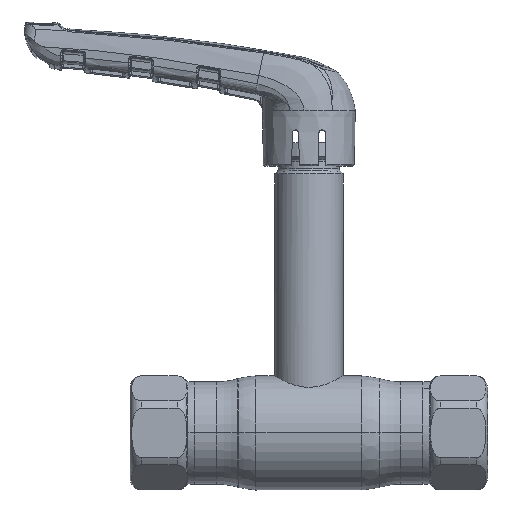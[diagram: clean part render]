
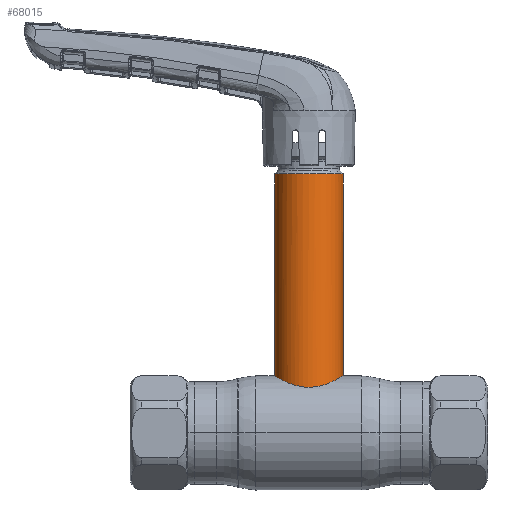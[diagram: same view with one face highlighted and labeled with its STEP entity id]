
A CAD part, top view. The second image highlights one B-rep face of the part: STEP entity #68015.
In plain terms, the highlighted cylindrical face has radius 9 mm (diameter 18 mm), a partial arc.
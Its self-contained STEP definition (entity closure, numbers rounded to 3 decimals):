
#3472 = CARTESIAN_POINT ( 'NONE',  ( -9., 15., 0.611 ) ) ;
#3708 = CARTESIAN_POINT ( 'NONE',  ( 8.685, 14.813, 2.378 ) ) ;
#4922 = CARTESIAN_POINT ( 'NONE',  ( 7.781, 14.299, 4.56 ) ) ;
#5165 = CARTESIAN_POINT ( 'NONE',  ( -0.308, 12., 9. ) ) ;
#5203 = ORIENTED_EDGE ( 'NONE', *, *, #60029, .F. ) ;
#5394 = CIRCLE ( 'NONE', #23281, 9. ) ;
#5405 = CARTESIAN_POINT ( 'NONE',  ( -5.492, 13.196, 7.136 ) ) ;
#7572 = EDGE_LOOP ( 'NONE', ( #5203, #62080, #71547, #33184 ) ) ;
#7847 = DIRECTION ( 'NONE',  ( -1., 0., 0. ) ) ;
#9000 = CARTESIAN_POINT ( 'NONE',  ( -4.037, 12.65, 8.065 ) ) ;
#9237 = CARTESIAN_POINT ( 'NONE',  ( 8.923, 14.954, 1.21 ) ) ;
#9367 = LINE ( 'NONE', #69343, #37080 ) ;
#10951 = CARTESIAN_POINT ( 'NONE',  ( -8.7, 14.821, 2.382 ) ) ;
#13441 = VERTEX_POINT ( 'NONE', #70950 ) ;
#14565 = CARTESIAN_POINT ( 'NONE',  ( 2.086, 12.176, 8.76 ) ) ;
#14800 = CARTESIAN_POINT ( 'NONE',  ( 8.984, 14.991, 0.611 ) ) ;
#15048 = VERTEX_POINT ( 'NONE', #30016 ) ;
#16532 = CARTESIAN_POINT ( 'NONE',  ( 3.763, 12.574, 8.181 ) ) ;
#20163 = CARTESIAN_POINT ( 'NONE',  ( 5.948, 13.389, 6.778 ) ) ;
#21387 = CARTESIAN_POINT ( 'NONE',  ( -5.937, 13.387, 6.77 ) ) ;
#22111 = CARTESIAN_POINT ( 'NONE',  ( 8.406, 14.651, 3.229 ) ) ;
#23281 = AXIS2_PLACEMENT_3D ( 'NONE', #46972, #40978, #7847 ) ;
#25252 = CARTESIAN_POINT ( 'NONE',  ( -9., 15., 0. ) ) ;
#25717 = CARTESIAN_POINT ( 'NONE',  ( -8.938, 14.963, 1.209 ) ) ;
#25813 = EDGE_CURVE ( 'NONE', #15048, #51734, #5394, .T. ) ;
#26713 = DIRECTION ( 'NONE',  ( -1., 0., 0. ) ) ;
#26957 = CARTESIAN_POINT ( 'NONE',  ( 8.759, 14.857, 2.09 ) ) ;
#27198 = CARTESIAN_POINT ( 'NONE',  ( 9., 15., 0.305 ) ) ;
#27434 = CARTESIAN_POINT ( 'NONE',  ( 8.059, 14.454, 4.05 ) ) ;
#27671 = CARTESIAN_POINT ( 'NONE',  ( 9., 15., 0. ) ) ;
#29241 = VERTEX_POINT ( 'NONE', #60841 ) ;
#29812 = AXIS2_PLACEMENT_3D ( 'NONE', #48646, #54204, #26713 ) ;
#30016 = CARTESIAN_POINT ( 'NONE',  ( 9., 68.119, 0. ) ) ;
#30154 = DIRECTION ( 'NONE',  ( 0., -1., 0. ) ) ;
#31264 = CARTESIAN_POINT ( 'NONE',  ( 3.223, 12.423, 8.408 ) ) ;
#32484 = CARTESIAN_POINT ( 'NONE',  ( -2.963, 12.35, 8.518 ) ) ;
#32848 = CYLINDRICAL_SURFACE ( 'NONE', #29812, 9. ) ;
#32975 = CARTESIAN_POINT ( 'NONE',  ( 0.606, 12., 9. ) ) ;
#33184 = ORIENTED_EDGE ( 'NONE', *, *, #38913, .T. ) ;
#36584 = CARTESIAN_POINT ( 'NONE',  ( 6.56, 13.675, 6.169 ) ) ;
#36827 = CARTESIAN_POINT ( 'NONE',  ( 6.756, 13.77, 5.953 ) ) ;
#37080 = VECTOR ( 'NONE', #70294, 1000. ) ;
#38299 = CARTESIAN_POINT ( 'NONE',  ( -1.509, 12.091, 8.878 ) ) ;
#38544 = CARTESIAN_POINT ( 'NONE',  ( -6.15, 13.483, 6.577 ) ) ;
#38913 = EDGE_CURVE ( 'NONE', #29241, #13441, #42112, .T. ) ;
#39695 = VECTOR ( 'NONE', #30154, 1000. ) ;
#40978 = DIRECTION ( 'NONE',  ( 0., -1., 0. ) ) ;
#42112 = B_SPLINE_CURVE_WITH_KNOTS ( 'NONE', 3,
 ( #25252, #3472, #25717, #10951, #47892, #43833, #71660, #66059, #60482, #38544, #21387, #5405, #60234, #71426, #9000, #32484, #69921, #38299, #60722, #42142, #5165, #32975, #42379, #14565, #53234, #53471, #31264, #16532, #44076, #59992, #65585, #71183, #20163, #36584, #36827, #49604, #55154, #4922, #27434, #22111, #58750, #3708, #26957, #43598, #9237, #14800, #27198, #27671 ),
 .UNSPECIFIED., .F., .F.,
 ( 4, 2, 2, 2, 2, 2, 2, 2, 2, 2, 2, 2, 2, 2, 2, 2, 2, 2, 2, 2, 2, 2, 2, 4 ),
 ( 0., 0.002, 0.004, 0.005, 0.007, 0.008, 0.009, 0.011, 0.013, 0.014, 0.014, 0.016, 0.017, 0.018, 0.019, 0.02, 0.022, 0.023, 0.023, 0.025, 0.026, 0.027, 0.028, 0.029 ),
 .UNSPECIFIED. ) ;
#42142 = CARTESIAN_POINT ( 'NONE',  ( -0.613, 12.012, 8.984 ) ) ;
#42379 = CARTESIAN_POINT ( 'NONE',  ( 1.205, 12.046, 8.939 ) ) ;
#43598 = CARTESIAN_POINT ( 'NONE',  ( 8.878, 14.927, 1.506 ) ) ;
#43833 = CARTESIAN_POINT ( 'NONE',  ( -8.06, 14.454, 4.048 ) ) ;
#44076 = CARTESIAN_POINT ( 'NONE',  ( 4.026, 12.655, 8.055 ) ) ;
#46972 = CARTESIAN_POINT ( 'NONE',  ( 0., 68.119, 0. ) ) ;
#47892 = CARTESIAN_POINT ( 'NONE',  ( -8.519, 14.715, 2.961 ) ) ;
#48646 = CARTESIAN_POINT ( 'NONE',  ( 0., 0., 0. ) ) ;
#49604 = CARTESIAN_POINT ( 'NONE',  ( 7.124, 13.954, 5.508 ) ) ;
#51625 = EDGE_CURVE ( 'NONE', #51734, #29241, #70811, .T. ) ;
#51734 = VERTEX_POINT ( 'NONE', #58578 ) ;
#53234 = CARTESIAN_POINT ( 'NONE',  ( 2.378, 12.23, 8.685 ) ) ;
#53471 = CARTESIAN_POINT ( 'NONE',  ( 2.947, 12.353, 8.509 ) ) ;
#54204 = DIRECTION ( 'NONE',  ( 0., -1., 0. ) ) ;
#55154 = CARTESIAN_POINT ( 'NONE',  ( 7.296, 14.043, 5.277 ) ) ;
#58578 = CARTESIAN_POINT ( 'NONE',  ( -9., 68.119, 0. ) ) ;
#58708 = FACE_OUTER_BOUND ( 'NONE', #7572, .T. ) ;
#58750 = CARTESIAN_POINT ( 'NONE',  ( 8.509, 14.711, 2.947 ) ) ;
#59992 = CARTESIAN_POINT ( 'NONE',  ( 4.539, 12.827, 7.777 ) ) ;
#60029 = EDGE_CURVE ( 'NONE', #15048, #13441, #9367, .T. ) ;
#60234 = CARTESIAN_POINT ( 'NONE',  ( -5.259, 13.1, 7.309 ) ) ;
#60482 = CARTESIAN_POINT ( 'NONE',  ( -6.758, 13.768, 5.971 ) ) ;
#60722 = CARTESIAN_POINT ( 'NONE',  ( -1.213, 12.057, 8.923 ) ) ;
#60841 = CARTESIAN_POINT ( 'NONE',  ( -9., 15., 0. ) ) ;
#62080 = ORIENTED_EDGE ( 'NONE', *, *, #25813, .T. ) ;
#65585 = CARTESIAN_POINT ( 'NONE',  ( 4.789, 12.918, 7.626 ) ) ;
#66059 = CARTESIAN_POINT ( 'NONE',  ( -7.126, 13.954, 5.528 ) ) ;
#68015 = ADVANCED_FACE ( 'NONE', ( #58708 ), #32848, .T. ) ;
#68592 = CARTESIAN_POINT ( 'NONE',  ( -9., 0., 0. ) ) ;
#69343 = CARTESIAN_POINT ( 'NONE',  ( 9., 0., 0. ) ) ;
#69921 = CARTESIAN_POINT ( 'NONE',  ( -2.387, 12.221, 8.698 ) ) ;
#70294 = DIRECTION ( 'NONE',  ( 0., -1., 0. ) ) ;
#70811 = LINE ( 'NONE', #68592, #39695 ) ;
#70950 = CARTESIAN_POINT ( 'NONE',  ( 9., 15., 0. ) ) ;
#71183 = CARTESIAN_POINT ( 'NONE',  ( 5.507, 13.196, 7.142 ) ) ;
#71426 = CARTESIAN_POINT ( 'NONE',  ( -4.543, 12.824, 7.791 ) ) ;
#71547 = ORIENTED_EDGE ( 'NONE', *, *, #51625, .T. ) ;
#71660 = CARTESIAN_POINT ( 'NONE',  ( -7.781, 14.299, 4.56 ) ) ;
